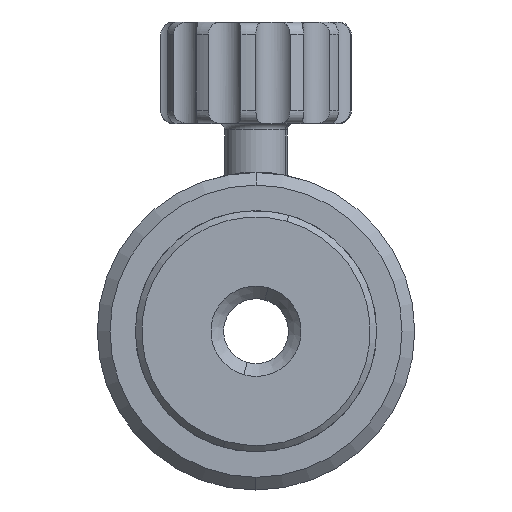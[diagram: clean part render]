
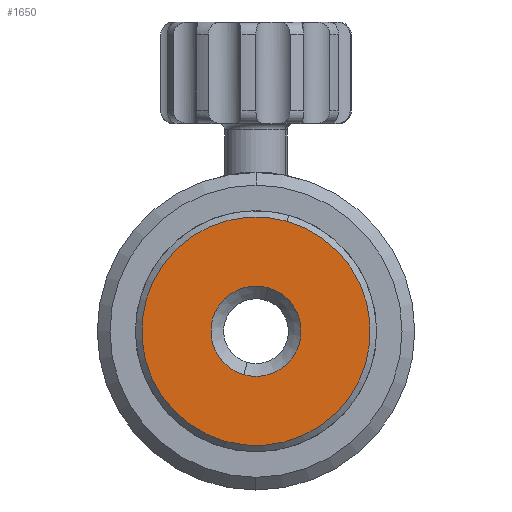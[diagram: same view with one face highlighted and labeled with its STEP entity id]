
A CAD part, front view. The second image highlights one B-rep face of the part: STEP entity #1650.
In plain terms, the highlighted planar face has unit normal (0, -1, 0).
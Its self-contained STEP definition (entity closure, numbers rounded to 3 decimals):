
#85 = DIRECTION ( 'NONE',  ( 0.272, 0., 0.962 ) ) ;
#144 = DIRECTION ( 'NONE',  ( 0.272, 0., 0.962 ) ) ;
#207 = ORIENTED_EDGE ( 'NONE', *, *, #428, .T. ) ;
#266 = FACE_BOUND ( 'NONE', #2085, .T. ) ;
#285 = AXIS2_PLACEMENT_3D ( 'NONE', #1287, #1035, #1067 ) ;
#332 = DIRECTION ( 'NONE',  ( 0., -1., 0. ) ) ;
#428 = EDGE_CURVE ( 'NONE', #520, #1040, #2670, .T. ) ;
#486 = DIRECTION ( 'NONE',  ( 0.272, 0., 0.962 ) ) ;
#520 = VERTEX_POINT ( 'NONE', #2186 ) ;
#734 = ORIENTED_EDGE ( 'NONE', *, *, #3371, .T. ) ;
#737 = CARTESIAN_POINT ( 'NONE',  ( 2.451, -9.728, 8.66 ) ) ;
#827 = AXIS2_PLACEMENT_3D ( 'NONE', #1881, #3096, #486 ) ;
#938 = CARTESIAN_POINT ( 'NONE',  ( 0.967, -9.728, 3.418 ) ) ;
#1035 = DIRECTION ( 'NONE',  ( 0., 1., 0. ) ) ;
#1040 = VERTEX_POINT ( 'NONE', #737 ) ;
#1067 = DIRECTION ( 'NONE',  ( 0.272, 0., 0.962 ) ) ;
#1159 = CIRCLE ( 'NONE', #285, 3.553 ) ;
#1262 = PLANE ( 'NONE',  #1664 ) ;
#1287 = CARTESIAN_POINT ( 'NONE',  ( 0., -9.728, 0. ) ) ;
#1328 = ORIENTED_EDGE ( 'NONE', *, *, #1595, .T. ) ;
#1572 = CIRCLE ( 'NONE', #3331, 9. ) ;
#1595 = EDGE_CURVE ( 'NONE', #1040, #520, #1572, .T. ) ;
#1650 = ADVANCED_FACE ( 'NONE', ( #266, #3165 ), #1262, .F. ) ;
#1664 = AXIS2_PLACEMENT_3D ( 'NONE', #3199, #3486, #144 ) ;
#1782 = DIRECTION ( 'NONE',  ( 0., -1., 0. ) ) ;
#1881 = CARTESIAN_POINT ( 'NONE',  ( 0., -9.728, 0. ) ) ;
#2085 = EDGE_LOOP ( 'NONE', ( #3225, #734 ) ) ;
#2120 = AXIS2_PLACEMENT_3D ( 'NONE', #2569, #332, #2544 ) ;
#2186 = CARTESIAN_POINT ( 'NONE',  ( -2.451, -9.728, -8.66 ) ) ;
#2544 = DIRECTION ( 'NONE',  ( 0.272, 0., 0.962 ) ) ;
#2569 = CARTESIAN_POINT ( 'NONE',  ( 0., -9.728, 0. ) ) ;
#2651 = CARTESIAN_POINT ( 'NONE',  ( -0.967, -9.728, -3.418 ) ) ;
#2670 = CIRCLE ( 'NONE', #2120, 9. ) ;
#2802 = CIRCLE ( 'NONE', #827, 3.553 ) ;
#3096 = DIRECTION ( 'NONE',  ( 0., 1., 0. ) ) ;
#3139 = EDGE_LOOP ( 'NONE', ( #1328, #207 ) ) ;
#3165 = FACE_OUTER_BOUND ( 'NONE', #3139, .T. ) ;
#3199 = CARTESIAN_POINT ( 'NONE',  ( 0., -9.728, 0. ) ) ;
#3225 = ORIENTED_EDGE ( 'NONE', *, *, #3247, .T. ) ;
#3247 = EDGE_CURVE ( 'NONE', #3517, #3581, #1159, .T. ) ;
#3331 = AXIS2_PLACEMENT_3D ( 'NONE', #3445, #1782, #85 ) ;
#3371 = EDGE_CURVE ( 'NONE', #3581, #3517, #2802, .T. ) ;
#3445 = CARTESIAN_POINT ( 'NONE',  ( 0., -9.728, 0. ) ) ;
#3486 = DIRECTION ( 'NONE',  ( 0., 1., 0. ) ) ;
#3517 = VERTEX_POINT ( 'NONE', #2651 ) ;
#3581 = VERTEX_POINT ( 'NONE', #938 ) ;
